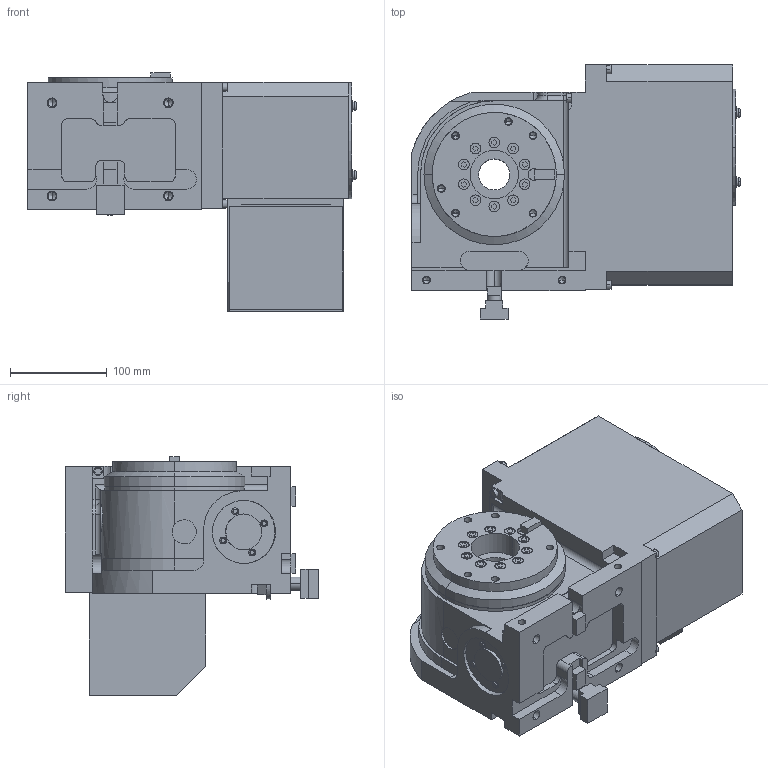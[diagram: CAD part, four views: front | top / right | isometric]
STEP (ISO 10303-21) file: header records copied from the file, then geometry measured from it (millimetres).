
FILE_DESCRIPTION(/* description */ ('Unknown'),/* implementation_level */ '2;1');
FILE_NAME(/* name */ 'MR120RAY01',/* time_stamp */ '2016-09-07T14:41:49+01:00',/* author */ ('Unknown'),/* organization */ ('Unknown'),/* preprocessor_version */ 'ST-DEVELOPER v16.7',/* originating_system */ 'DEX',/* authorisation */ $);
FILE_SCHEMA (('AUTOMOTIVE_DESIGN {1 0 10303 214 3 1 1}'));
Length unit declared in the file: millimetre
Products named in the file (1): MR120RAY01
Bounding box: 338.7 x 262 x 246 mm (x, y, z)
Volume: 8175771.6 mm3; surface area: 445389.6 mm2
Topology: 1 solids, 7 shells, 788 faces, 1923 edges, 1213 vertices
Faces by surface type: plane 434, cylinder 256, cone 80, torus 17, sphere 1
Entity records: 22887 total; most frequent: CARTESIAN_POINT 4110, DIRECTION 4015, ORIENTED_EDGE 3736, EDGE_CURVE 1868, AXIS2_PLACEMENT_3D 1379, LINE 1257, VECTOR 1257, VERTEX_POINT 1213
